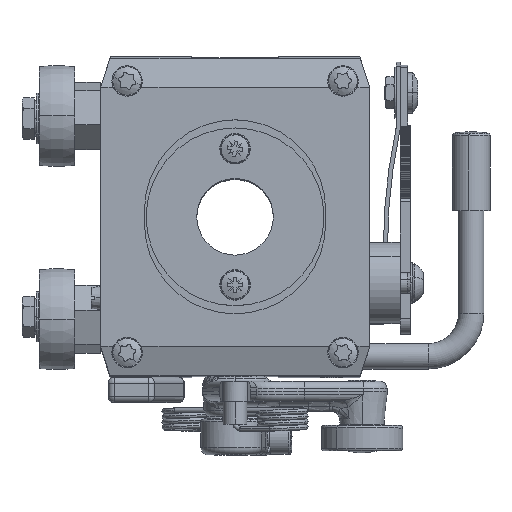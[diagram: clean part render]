
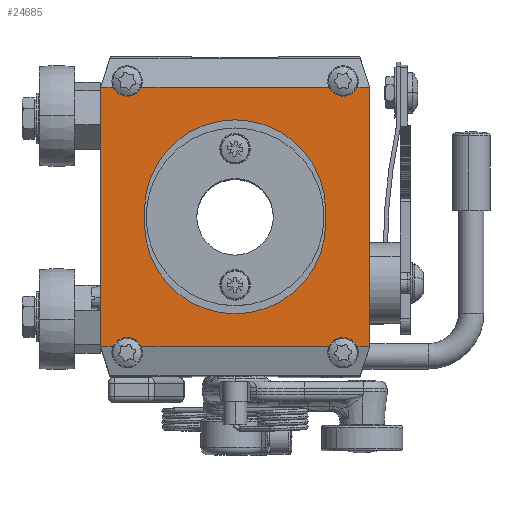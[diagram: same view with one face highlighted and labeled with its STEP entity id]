
A CAD part, top view. The second image highlights one B-rep face of the part: STEP entity #24685.
In plain terms, the highlighted planar face has unit normal (0, 0, 1).
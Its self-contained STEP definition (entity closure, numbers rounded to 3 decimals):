
#221 = AXIS2_PLACEMENT_3D ( 'NONE', #84210, #137363, #93841 ) ;
#1441 = CARTESIAN_POINT ( 'NONE',  ( 23.977, -25.5, 58. ) ) ;
#1841 = CARTESIAN_POINT ( 'NONE',  ( -23.977, 25.5, 58. ) ) ;
#2433 = LINE ( 'NONE', #137646, #46834 ) ;
#3008 = EDGE_CURVE ( 'NONE', #73095, #99984, #52297, .T. ) ;
#4052 = VECTOR ( 'NONE', #10778, 1000. ) ;
#5708 = CIRCLE ( 'NONE', #221, 17.85 ) ;
#7738 = VERTEX_POINT ( 'NONE', #152353 ) ;
#9313 = CARTESIAN_POINT ( 'NONE',  ( -26.5, -25.5, 58. ) ) ;
#9943 = VERTEX_POINT ( 'NONE', #19472 ) ;
#10778 = DIRECTION ( 'NONE',  ( 0., -1., 0. ) ) ;
#10787 = EDGE_CURVE ( 'NONE', #139061, #59430, #150546, .T. ) ;
#10856 = DIRECTION ( 'NONE',  ( 0., 0., 1. ) ) ;
#13839 = LINE ( 'NONE', #28652, #58958 ) ;
#18174 = DIRECTION ( 'NONE',  ( 1., 0., 0. ) ) ;
#18826 = ORIENTED_EDGE ( 'NONE', *, *, #146939, .F. ) ;
#19472 = CARTESIAN_POINT ( 'NONE',  ( -26.5, 25.5, 58. ) ) ;
#19888 = VECTOR ( 'NONE', #123320, 1000. ) ;
#20123 = DIRECTION ( 'NONE',  ( 0., 0., 1. ) ) ;
#20703 = EDGE_CURVE ( 'NONE', #149920, #138862, #46817, .T. ) ;
#21710 = LINE ( 'NONE', #115813, #22367 ) ;
#22367 = VECTOR ( 'NONE', #34794, 1000. ) ;
#24336 = DIRECTION ( 'NONE',  ( -1., 0., 0. ) ) ;
#24685 = ADVANCED_FACE ( 'NONE', ( #110617, #81921 ), #96737, .T. ) ;
#25811 = CARTESIAN_POINT ( 'NONE',  ( 18.523, -25.5, 58. ) ) ;
#25848 = ORIENTED_EDGE ( 'NONE', *, *, #95056, .T. ) ;
#26653 = VECTOR ( 'NONE', #149444, 1000. ) ;
#28270 = ORIENTED_EDGE ( 'NONE', *, *, #48348, .F. ) ;
#28652 = CARTESIAN_POINT ( 'NONE',  ( -17.85, 1.25, 58. ) ) ;
#31558 = CARTESIAN_POINT ( 'NONE',  ( 18.523, 25.5, 58. ) ) ;
#31726 = VECTOR ( 'NONE', #102851, 1000. ) ;
#34180 = CARTESIAN_POINT ( 'NONE',  ( 17.85, 1.25, 58. ) ) ;
#34794 = DIRECTION ( 'NONE',  ( 0., 1., 0. ) ) ;
#36621 = LINE ( 'NONE', #48860, #165001 ) ;
#40110 = AXIS2_PLACEMENT_3D ( 'NONE', #95157, #145118, #143406 ) ;
#42301 = LINE ( 'NONE', #106839, #19888 ) ;
#44548 = ORIENTED_EDGE ( 'NONE', *, *, #115557, .F. ) ;
#46817 = CIRCLE ( 'NONE', #163777, 17.85 ) ;
#46834 = VECTOR ( 'NONE', #18174, 1000. ) ;
#48179 = VERTEX_POINT ( 'NONE', #101627 ) ;
#48348 = EDGE_CURVE ( 'NONE', #145442, #149920, #96276, .T. ) ;
#48860 = CARTESIAN_POINT ( 'NONE',  ( -26.5, -25.5, 58. ) ) ;
#50358 = AXIS2_PLACEMENT_3D ( 'NONE', #112561, #72511, #123047 ) ;
#52297 = LINE ( 'NONE', #170908, #31726 ) ;
#57910 = CARTESIAN_POINT ( 'NONE',  ( 17.85, 1.25, 58. ) ) ;
#57962 = CARTESIAN_POINT ( 'NONE',  ( -17.85, 1.25, 58. ) ) ;
#58958 = VECTOR ( 'NONE', #65418, 1000. ) ;
#59430 = VERTEX_POINT ( 'NONE', #86463 ) ;
#61488 = EDGE_CURVE ( 'NONE', #7738, #168763, #36621, .T. ) ;
#61894 = AXIS2_PLACEMENT_3D ( 'NONE', #62577, #87905, #115700 ) ;
#62577 = CARTESIAN_POINT ( 'NONE',  ( -21.25, -26.75, 58. ) ) ;
#63649 = CARTESIAN_POINT ( 'NONE',  ( -26.5, -25.5, 58. ) ) ;
#65418 = DIRECTION ( 'NONE',  ( 0., -1., 0. ) ) ;
#65684 = DIRECTION ( 'NONE',  ( 1., 0., 0. ) ) ;
#70925 = EDGE_LOOP ( 'NONE', ( #101624, #89851, #25848, #153493, #154793, #107498, #169915, #44548, #160803, #149454, #141121, #168689 ) ) ;
#71248 = VERTEX_POINT ( 'NONE', #138964 ) ;
#72511 = DIRECTION ( 'NONE',  ( 0., 0., 1. ) ) ;
#73095 = VERTEX_POINT ( 'NONE', #146964 ) ;
#74434 = EDGE_CURVE ( 'NONE', #139101, #73095, #153601, .T. ) ;
#74813 = VERTEX_POINT ( 'NONE', #161299 ) ;
#75653 = LINE ( 'NONE', #9313, #90257 ) ;
#77025 = VECTOR ( 'NONE', #116730, 1000. ) ;
#81921 = FACE_BOUND ( 'NONE', #157956, .T. ) ;
#83334 = EDGE_CURVE ( 'NONE', #138862, #71248, #13839, .T. ) ;
#84210 = CARTESIAN_POINT ( 'NONE',  ( 0., -1.25, 58. ) ) ;
#85368 = CARTESIAN_POINT ( 'NONE',  ( -26.5, -31.25, 58. ) ) ;
#85958 = EDGE_CURVE ( 'NONE', #90540, #48179, #89816, .T. ) ;
#86463 = CARTESIAN_POINT ( 'NONE',  ( -18.523, 25.5, 58. ) ) ;
#87905 = DIRECTION ( 'NONE',  ( 0., 0., 1. ) ) ;
#89816 = LINE ( 'NONE', #63649, #77025 ) ;
#89851 = ORIENTED_EDGE ( 'NONE', *, *, #61488, .F. ) ;
#90257 = VECTOR ( 'NONE', #127105, 1000. ) ;
#90540 = VERTEX_POINT ( 'NONE', #25811 ) ;
#93841 = DIRECTION ( 'NONE',  ( 1., 0., 0. ) ) ;
#95056 = EDGE_CURVE ( 'NONE', #7738, #99984, #21710, .T. ) ;
#95157 = CARTESIAN_POINT ( 'NONE',  ( 21.25, -26.75, 58. ) ) ;
#95627 = EDGE_CURVE ( 'NONE', #59430, #139101, #42301, .T. ) ;
#96276 = LINE ( 'NONE', #57910, #26653 ) ;
#96737 = PLANE ( 'NONE',  #156955 ) ;
#98002 = EDGE_CURVE ( 'NONE', #74813, #134308, #75653, .T. ) ;
#99984 = VERTEX_POINT ( 'NONE', #145296 ) ;
#101624 = ORIENTED_EDGE ( 'NONE', *, *, #106987, .F. ) ;
#101627 = CARTESIAN_POINT ( 'NONE',  ( -18.523, -25.5, 58. ) ) ;
#102851 = DIRECTION ( 'NONE',  ( 1., 0., 0. ) ) ;
#103013 = ORIENTED_EDGE ( 'NONE', *, *, #20703, .F. ) ;
#106291 = AXIS2_PLACEMENT_3D ( 'NONE', #126520, #20123, #141335 ) ;
#106839 = CARTESIAN_POINT ( 'NONE',  ( -26.5, 25.5, 58. ) ) ;
#106987 = EDGE_CURVE ( 'NONE', #168763, #90540, #115225, .T. ) ;
#107498 = ORIENTED_EDGE ( 'NONE', *, *, #95627, .F. ) ;
#110617 = FACE_OUTER_BOUND ( 'NONE', #70925, .T. ) ;
#112561 = CARTESIAN_POINT ( 'NONE',  ( -21.25, 26.75, 58. ) ) ;
#115225 = CIRCLE ( 'NONE', #40110, 3. ) ;
#115557 = EDGE_CURVE ( 'NONE', #9943, #139061, #2433, .T. ) ;
#115700 = DIRECTION ( 'NONE',  ( 1., 0., 0. ) ) ;
#115813 = CARTESIAN_POINT ( 'NONE',  ( 26.5, -25.5, 58. ) ) ;
#116730 = DIRECTION ( 'NONE',  ( -1., 0., 0. ) ) ;
#117584 = CIRCLE ( 'NONE', #61894, 3. ) ;
#120531 = EDGE_CURVE ( 'NONE', #48179, #134308, #117584, .T. ) ;
#123047 = DIRECTION ( 'NONE',  ( 1., 0., 0. ) ) ;
#123320 = DIRECTION ( 'NONE',  ( 1., 0., 0. ) ) ;
#126520 = CARTESIAN_POINT ( 'NONE',  ( 21.25, 26.75, 58. ) ) ;
#127105 = DIRECTION ( 'NONE',  ( 1., 0., 0. ) ) ;
#130317 = LINE ( 'NONE', #145115, #4052 ) ;
#134308 = VERTEX_POINT ( 'NONE', #163383 ) ;
#137363 = DIRECTION ( 'NONE',  ( 0., 0., 1. ) ) ;
#137646 = CARTESIAN_POINT ( 'NONE',  ( -26.5, 25.5, 58. ) ) ;
#138862 = VERTEX_POINT ( 'NONE', #57962 ) ;
#138964 = CARTESIAN_POINT ( 'NONE',  ( -17.85, -1.25, 58. ) ) ;
#139061 = VERTEX_POINT ( 'NONE', #1841 ) ;
#139101 = VERTEX_POINT ( 'NONE', #31558 ) ;
#139662 = CARTESIAN_POINT ( 'NONE',  ( 17.85, -1.25, 58. ) ) ;
#141121 = ORIENTED_EDGE ( 'NONE', *, *, #120531, .F. ) ;
#141335 = DIRECTION ( 'NONE',  ( 1., 0., 0. ) ) ;
#142102 = ORIENTED_EDGE ( 'NONE', *, *, #83334, .F. ) ;
#143406 = DIRECTION ( 'NONE',  ( 1., 0., 0. ) ) ;
#145115 = CARTESIAN_POINT ( 'NONE',  ( -26.5, 25.5, 58. ) ) ;
#145118 = DIRECTION ( 'NONE',  ( 0., 0., 1. ) ) ;
#145296 = CARTESIAN_POINT ( 'NONE',  ( 26.5, 25.5, 58. ) ) ;
#145442 = VERTEX_POINT ( 'NONE', #139662 ) ;
#146939 = EDGE_CURVE ( 'NONE', #71248, #145442, #5708, .T. ) ;
#146964 = CARTESIAN_POINT ( 'NONE',  ( 23.977, 25.5, 58. ) ) ;
#149444 = DIRECTION ( 'NONE',  ( 0., 1., 0. ) ) ;
#149454 = ORIENTED_EDGE ( 'NONE', *, *, #98002, .T. ) ;
#149920 = VERTEX_POINT ( 'NONE', #34180 ) ;
#150245 = EDGE_CURVE ( 'NONE', #9943, #74813, #130317, .T. ) ;
#150546 = CIRCLE ( 'NONE', #50358, 3. ) ;
#152353 = CARTESIAN_POINT ( 'NONE',  ( 26.5, -25.5, 58. ) ) ;
#153493 = ORIENTED_EDGE ( 'NONE', *, *, #3008, .F. ) ;
#153601 = CIRCLE ( 'NONE', #106291, 3. ) ;
#154793 = ORIENTED_EDGE ( 'NONE', *, *, #74434, .F. ) ;
#155542 = CARTESIAN_POINT ( 'NONE',  ( 0., 1.25, 58. ) ) ;
#156955 = AXIS2_PLACEMENT_3D ( 'NONE', #85368, #10856, #169652 ) ;
#157956 = EDGE_LOOP ( 'NONE', ( #18826, #142102, #103013, #28270 ) ) ;
#160803 = ORIENTED_EDGE ( 'NONE', *, *, #150245, .T. ) ;
#161299 = CARTESIAN_POINT ( 'NONE',  ( -26.5, -25.5, 58. ) ) ;
#163383 = CARTESIAN_POINT ( 'NONE',  ( -23.977, -25.5, 58. ) ) ;
#163777 = AXIS2_PLACEMENT_3D ( 'NONE', #155542, #171230, #65684 ) ;
#165001 = VECTOR ( 'NONE', #24336, 1000. ) ;
#168689 = ORIENTED_EDGE ( 'NONE', *, *, #85958, .F. ) ;
#168763 = VERTEX_POINT ( 'NONE', #1441 ) ;
#169652 = DIRECTION ( 'NONE',  ( 1., 0., 0. ) ) ;
#169915 = ORIENTED_EDGE ( 'NONE', *, *, #10787, .F. ) ;
#170908 = CARTESIAN_POINT ( 'NONE',  ( -26.5, 25.5, 58. ) ) ;
#171230 = DIRECTION ( 'NONE',  ( 0., 0., 1. ) ) ;
